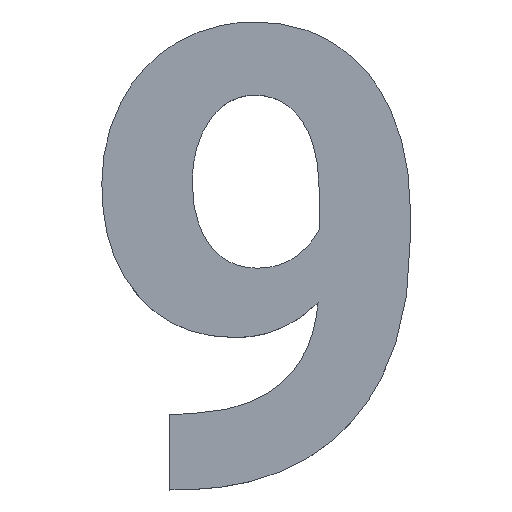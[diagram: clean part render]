
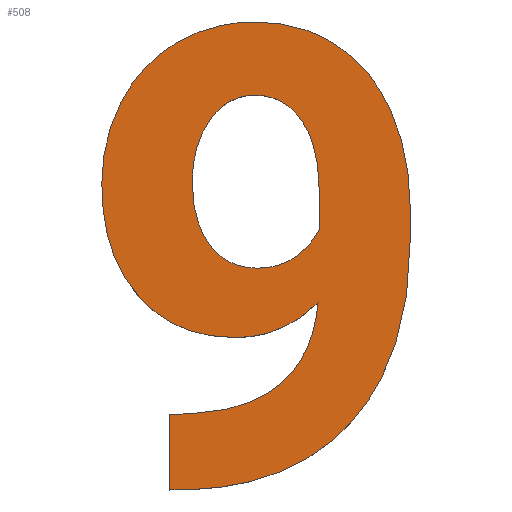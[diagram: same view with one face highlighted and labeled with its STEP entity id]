
A CAD part, top view. The second image highlights one B-rep face of the part: STEP entity #508.
In plain terms, the highlighted planar face has unit normal (0, 0, 1).
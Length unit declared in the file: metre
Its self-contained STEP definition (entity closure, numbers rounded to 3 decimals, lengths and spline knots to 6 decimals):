
#18=PLANE('',#540);
#19=B_SPLINE_CURVE_WITH_KNOTS('',2,(#634,#635,#636),.UNSPECIFIED.,.F.,.F.,
(3,3),(0.,1.),.PIECEWISE_BEZIER_KNOTS.);
#21=B_SPLINE_CURVE_WITH_KNOTS('',2,(#651,#652,#653),.UNSPECIFIED.,.F.,.F.,
(3,3),(0.,1.),.PIECEWISE_BEZIER_KNOTS.);
#23=B_SPLINE_CURVE_WITH_KNOTS('',2,(#668,#669,#670),.UNSPECIFIED.,.F.,.F.,
(3,3),(0.,1.),.PIECEWISE_BEZIER_KNOTS.);
#25=B_SPLINE_CURVE_WITH_KNOTS('',2,(#685,#686,#687),.UNSPECIFIED.,.F.,.F.,
(3,3),(0.,1.),.PIECEWISE_BEZIER_KNOTS.);
#27=B_SPLINE_CURVE_WITH_KNOTS('',2,(#702,#703,#704),.UNSPECIFIED.,.F.,.F.,
(3,3),(0.,1.),.PIECEWISE_BEZIER_KNOTS.);
#29=B_SPLINE_CURVE_WITH_KNOTS('',2,(#719,#720,#721),.UNSPECIFIED.,.F.,.F.,
(3,3),(0.,1.),.PIECEWISE_BEZIER_KNOTS.);
#31=B_SPLINE_CURVE_WITH_KNOTS('',2,(#742,#743,#744),.UNSPECIFIED.,.F.,.F.,
(3,3),(0.,1.),.PIECEWISE_BEZIER_KNOTS.);
#33=B_SPLINE_CURVE_WITH_KNOTS('',2,(#762,#763,#764),.UNSPECIFIED.,.F.,.F.,
(3,3),(0.,1.),.PIECEWISE_BEZIER_KNOTS.);
#35=B_SPLINE_CURVE_WITH_KNOTS('',2,(#797,#798,#799),.UNSPECIFIED.,.F.,.F.,
(3,3),(0.,1.),.PIECEWISE_BEZIER_KNOTS.);
#37=B_SPLINE_CURVE_WITH_KNOTS('',2,(#814,#815,#816),.UNSPECIFIED.,.F.,.F.,
(3,3),(0.,1.),.PIECEWISE_BEZIER_KNOTS.);
#39=B_SPLINE_CURVE_WITH_KNOTS('',2,(#837,#838,#839),.UNSPECIFIED.,.F.,.F.,
(3,3),(0.,1.),.PIECEWISE_BEZIER_KNOTS.);
#41=B_SPLINE_CURVE_WITH_KNOTS('',2,(#854,#855,#856),.UNSPECIFIED.,.F.,.F.,
(3,3),(0.,1.),.PIECEWISE_BEZIER_KNOTS.);
#43=B_SPLINE_CURVE_WITH_KNOTS('',2,(#871,#872,#873),.UNSPECIFIED.,.F.,.F.,
(3,3),(0.,1.),.PIECEWISE_BEZIER_KNOTS.);
#45=B_SPLINE_CURVE_WITH_KNOTS('',2,(#888,#889,#890),.UNSPECIFIED.,.F.,.F.,
(3,3),(0.,1.),.PIECEWISE_BEZIER_KNOTS.);
#47=B_SPLINE_CURVE_WITH_KNOTS('',2,(#917,#918,#919),.UNSPECIFIED.,.F.,.F.,
(3,3),(0.,1.),.PIECEWISE_BEZIER_KNOTS.);
#49=B_SPLINE_CURVE_WITH_KNOTS('',2,(#934,#935,#936),.UNSPECIFIED.,.F.,.F.,
(3,3),(0.,1.),.PIECEWISE_BEZIER_KNOTS.);
#75=LINE('',#729,#110);
#81=LINE('',#772,#116);
#84=LINE('',#778,#119);
#87=LINE('',#784,#122);
#92=LINE('',#824,#127);
#110=VECTOR('',#559,1.);
#116=VECTOR('',#567,1.);
#119=VECTOR('',#572,1.);
#122=VECTOR('',#577,1.);
#127=VECTOR('',#584,1.);
#262=ORIENTED_EDGE('',*,*,#312,.F.);
#263=ORIENTED_EDGE('',*,*,#316,.F.);
#264=ORIENTED_EDGE('',*,*,#319,.F.);
#265=ORIENTED_EDGE('',*,*,#322,.F.);
#266=ORIENTED_EDGE('',*,*,#325,.F.);
#267=ORIENTED_EDGE('',*,*,#328,.F.);
#268=ORIENTED_EDGE('',*,*,#331,.F.);
#269=ORIENTED_EDGE('',*,*,#334,.F.);
#270=ORIENTED_EDGE('',*,*,#337,.F.);
#271=ORIENTED_EDGE('',*,*,#340,.F.);
#272=ORIENTED_EDGE('',*,*,#343,.F.);
#273=ORIENTED_EDGE('',*,*,#346,.F.);
#274=ORIENTED_EDGE('',*,*,#349,.F.);
#275=ORIENTED_EDGE('',*,*,#352,.F.);
#276=ORIENTED_EDGE('',*,*,#355,.F.);
#277=ORIENTED_EDGE('',*,*,#358,.F.);
#278=ORIENTED_EDGE('',*,*,#287,.F.);
#279=ORIENTED_EDGE('',*,*,#291,.F.);
#280=ORIENTED_EDGE('',*,*,#294,.F.);
#281=ORIENTED_EDGE('',*,*,#297,.F.);
#282=ORIENTED_EDGE('',*,*,#300,.F.);
#283=ORIENTED_EDGE('',*,*,#303,.F.);
#284=ORIENTED_EDGE('',*,*,#306,.F.);
#285=ORIENTED_EDGE('',*,*,#309,.F.);
#286=ORIENTED_EDGE('',*,*,#360,.F.);
#287=EDGE_CURVE('',#362,#363,#412,.T.);
#291=EDGE_CURVE('',#366,#362,#19,.T.);
#294=EDGE_CURVE('',#368,#366,#21,.T.);
#297=EDGE_CURVE('',#370,#368,#23,.T.);
#300=EDGE_CURVE('',#372,#370,#25,.T.);
#303=EDGE_CURVE('',#374,#372,#27,.T.);
#306=EDGE_CURVE('',#376,#374,#29,.T.);
#309=EDGE_CURVE('',#378,#376,#75,.T.);
#312=EDGE_CURVE('',#380,#381,#31,.T.);
#316=EDGE_CURVE('',#384,#380,#33,.T.);
#319=EDGE_CURVE('',#386,#384,#81,.T.);
#322=EDGE_CURVE('',#388,#386,#84,.T.);
#325=EDGE_CURVE('',#390,#388,#87,.T.);
#328=EDGE_CURVE('',#392,#390,#35,.T.);
#331=EDGE_CURVE('',#394,#392,#37,.T.);
#334=EDGE_CURVE('',#396,#394,#92,.T.);
#337=EDGE_CURVE('',#398,#396,#39,.T.);
#340=EDGE_CURVE('',#400,#398,#41,.T.);
#343=EDGE_CURVE('',#402,#400,#43,.T.);
#346=EDGE_CURVE('',#404,#402,#45,.T.);
#349=EDGE_CURVE('',#406,#404,#414,.F.);
#352=EDGE_CURVE('',#408,#406,#416,.F.);
#355=EDGE_CURVE('',#410,#408,#47,.T.);
#358=EDGE_CURVE('',#381,#410,#49,.T.);
#360=EDGE_CURVE('',#363,#378,#418,.T.);
#362=VERTEX_POINT('',#619);
#363=VERTEX_POINT('',#620);
#366=VERTEX_POINT('',#637);
#368=VERTEX_POINT('',#654);
#370=VERTEX_POINT('',#671);
#372=VERTEX_POINT('',#688);
#374=VERTEX_POINT('',#705);
#376=VERTEX_POINT('',#722);
#378=VERTEX_POINT('',#730);
#380=VERTEX_POINT('',#745);
#381=VERTEX_POINT('',#746);
#384=VERTEX_POINT('',#765);
#386=VERTEX_POINT('',#773);
#388=VERTEX_POINT('',#779);
#390=VERTEX_POINT('',#785);
#392=VERTEX_POINT('',#800);
#394=VERTEX_POINT('',#817);
#396=VERTEX_POINT('',#825);
#398=VERTEX_POINT('',#840);
#400=VERTEX_POINT('',#857);
#402=VERTEX_POINT('',#874);
#404=VERTEX_POINT('',#891);
#406=VERTEX_POINT('',#899);
#408=VERTEX_POINT('',#905);
#410=VERTEX_POINT('',#920);
#412=CIRCLE('',#523,0.000767);
#414=CIRCLE('',#531,0.001738);
#416=CIRCLE('',#534,0.002121);
#418=CIRCLE('',#537,0.000913);
#447=EDGE_LOOP('',(#262,#263,#264,#265,#266,#267,#268,#269,#270,#271,#272,
#273,#274,#275,#276,#277));
#448=EDGE_LOOP('',(#278,#279,#280,#281,#282,#283,#284,#285,#286));
#476=FACE_BOUND('',#447,.T.);
#477=FACE_BOUND('',#448,.T.);
#508=ADVANCED_FACE('',(#476,#477),#18,.T.);
#523=AXIS2_PLACEMENT_3D('',#618,#545,#546);
#531=AXIS2_PLACEMENT_3D('',#898,#593,#594);
#534=AXIS2_PLACEMENT_3D('',#904,#600,#601);
#537=AXIS2_PLACEMENT_3D('',#941,#608,#609);
#540=AXIS2_PLACEMENT_3D('',#944,#614,#615);
#545=DIRECTION('',(0.,0.,1.));
#546=DIRECTION('',(1.,0.,0.));
#559=DIRECTION('',(0.,1.,0.));
#567=DIRECTION('',(1.,0.02,0.));
#572=DIRECTION('',(0.,1.,0.));
#577=DIRECTION('',(-1.,-0.014,0.));
#584=DIRECTION('',(0.,-1.,0.));
#593=DIRECTION('',(0.,0.,1.));
#594=DIRECTION('',(1.,0.,0.));
#600=DIRECTION('',(0.,0.,1.));
#601=DIRECTION('',(1.,0.,0.));
#608=DIRECTION('',(0.,0.,1.));
#609=DIRECTION('',(1.,0.,0.));
#614=DIRECTION('',(0.,0.,1.));
#615=DIRECTION('',(1.,0.,0.));
#618=CARTESIAN_POINT('',(0.161827,0.008194,0.0095));
#619=CARTESIAN_POINT('',(0.161804,0.007426,0.0095));
#620=CARTESIAN_POINT('',(0.162262,0.007563,0.0095));
#634=CARTESIAN_POINT('',(0.161221,0.007717,0.0095));
#635=CARTESIAN_POINT('',(0.161427,0.007426,0.0095));
#636=CARTESIAN_POINT('',(0.161804,0.007426,0.0095));
#637=CARTESIAN_POINT('',(0.161221,0.007717,0.0095));
#651=CARTESIAN_POINT('',(0.161014,0.008459,0.0095));
#652=CARTESIAN_POINT('',(0.161014,0.008007,0.0095));
#653=CARTESIAN_POINT('',(0.161221,0.007717,0.0095));
#654=CARTESIAN_POINT('',(0.161014,0.008459,0.0095));
#668=CARTESIAN_POINT('',(0.161227,0.009217,0.0095));
#669=CARTESIAN_POINT('',(0.161014,0.008915,0.0095));
#670=CARTESIAN_POINT('',(0.161014,0.008459,0.0095));
#671=CARTESIAN_POINT('',(0.161227,0.009217,0.0095));
#685=CARTESIAN_POINT('',(0.16177,0.009518,0.0095));
#686=CARTESIAN_POINT('',(0.161439,0.009518,0.0095));
#687=CARTESIAN_POINT('',(0.161227,0.009217,0.0095));
#688=CARTESIAN_POINT('',(0.16177,0.009518,0.0095));
#702=CARTESIAN_POINT('',(0.162339,0.00921,0.0095));
#703=CARTESIAN_POINT('',(0.162126,0.009518,0.0095));
#704=CARTESIAN_POINT('',(0.16177,0.009518,0.0095));
#705=CARTESIAN_POINT('',(0.162339,0.00921,0.0095));
#719=CARTESIAN_POINT('',(0.162551,0.008345,0.0095));
#720=CARTESIAN_POINT('',(0.162551,0.008903,0.0095));
#721=CARTESIAN_POINT('',(0.162339,0.00921,0.0095));
#722=CARTESIAN_POINT('',(0.162551,0.008345,0.0095));
#729=CARTESIAN_POINT('',(0.162551,0.008119,0.0095));
#730=CARTESIAN_POINT('',(0.162551,0.007892,0.0095));
#742=CARTESIAN_POINT('',(0.162537,0.007008,0.0095));
#743=CARTESIAN_POINT('',(0.162108,0.006587,0.0095));
#744=CARTESIAN_POINT('',(0.161534,0.006587,0.0095));
#745=CARTESIAN_POINT('',(0.162537,0.007008,0.0095));
#746=CARTESIAN_POINT('',(0.161534,0.006587,0.0095));
#762=CARTESIAN_POINT('',(0.160987,0.005664,0.0095));
#763=CARTESIAN_POINT('',(0.162419,0.005729,0.0095));
#764=CARTESIAN_POINT('',(0.162537,0.007008,0.0095));
#765=CARTESIAN_POINT('',(0.160987,0.005664,0.0095));
#772=CARTESIAN_POINT('',(0.160866,0.005662,0.0095));
#773=CARTESIAN_POINT('',(0.160744,0.005659,0.0095));
#778=CARTESIAN_POINT('',(0.160744,0.005202,0.0095));
#779=CARTESIAN_POINT('',(0.160744,0.004744,0.0095));
#784=CARTESIAN_POINT('',(0.160879,0.004746,0.0095));
#785=CARTESIAN_POINT('',(0.161014,0.004748,0.0095));
#797=CARTESIAN_POINT('',(0.162962,0.005591,0.0095));
#798=CARTESIAN_POINT('',(0.162274,0.004801,0.0095));
#799=CARTESIAN_POINT('',(0.161014,0.004748,0.0095));
#800=CARTESIAN_POINT('',(0.162962,0.005591,0.0095));
#814=CARTESIAN_POINT('',(0.16365,0.007764,0.0095));
#815=CARTESIAN_POINT('',(0.16365,0.006381,0.0095));
#816=CARTESIAN_POINT('',(0.162962,0.005591,0.0095));
#817=CARTESIAN_POINT('',(0.16365,0.007764,0.0095));
#824=CARTESIAN_POINT('',(0.16365,0.007967,0.0095));
#825=CARTESIAN_POINT('',(0.16365,0.00817,0.0095));
#837=CARTESIAN_POINT('',(0.16341,0.009344,0.0095));
#838=CARTESIAN_POINT('',(0.163645,0.008831,0.0095));
#839=CARTESIAN_POINT('',(0.16365,0.00817,0.0095));
#840=CARTESIAN_POINT('',(0.16341,0.009344,0.0095));
#854=CARTESIAN_POINT('',(0.162749,0.01013,0.0095));
#855=CARTESIAN_POINT('',(0.163175,0.009857,0.0095));
#856=CARTESIAN_POINT('',(0.16341,0.009344,0.0095));
#857=CARTESIAN_POINT('',(0.162749,0.01013,0.0095));
#871=CARTESIAN_POINT('',(0.161777,0.010404,0.0095));
#872=CARTESIAN_POINT('',(0.162324,0.010404,0.0095));
#873=CARTESIAN_POINT('',(0.162749,0.01013,0.0095));
#874=CARTESIAN_POINT('',(0.161777,0.010404,0.0095));
#888=CARTESIAN_POINT('',(0.16082,0.010151,0.0095));
#889=CARTESIAN_POINT('',(0.161245,0.010404,0.0095));
#890=CARTESIAN_POINT('',(0.161777,0.010404,0.0095));
#891=CARTESIAN_POINT('',(0.16082,0.010151,0.0095));
#898=CARTESIAN_POINT('',(0.161708,0.008657,0.0095));
#899=CARTESIAN_POINT('',(0.160157,0.009444,0.0095));
#904=CARTESIAN_POINT('',(0.162041,0.008473,0.0095));
#905=CARTESIAN_POINT('',(0.15992,0.008447,0.0095));
#917=CARTESIAN_POINT('',(0.160361,0.00709,0.0095));
#918=CARTESIAN_POINT('',(0.15992,0.007593,0.0095));
#919=CARTESIAN_POINT('',(0.15992,0.008447,0.0095));
#920=CARTESIAN_POINT('',(0.160361,0.00709,0.0095));
#934=CARTESIAN_POINT('',(0.161534,0.006587,0.0095));
#935=CARTESIAN_POINT('',(0.160801,0.006587,0.0095));
#936=CARTESIAN_POINT('',(0.160361,0.00709,0.0095));
#941=CARTESIAN_POINT('',(0.161742,0.008314,0.0095));
#944=CARTESIAN_POINT('',(0.104891,-0.015824,0.0095));
